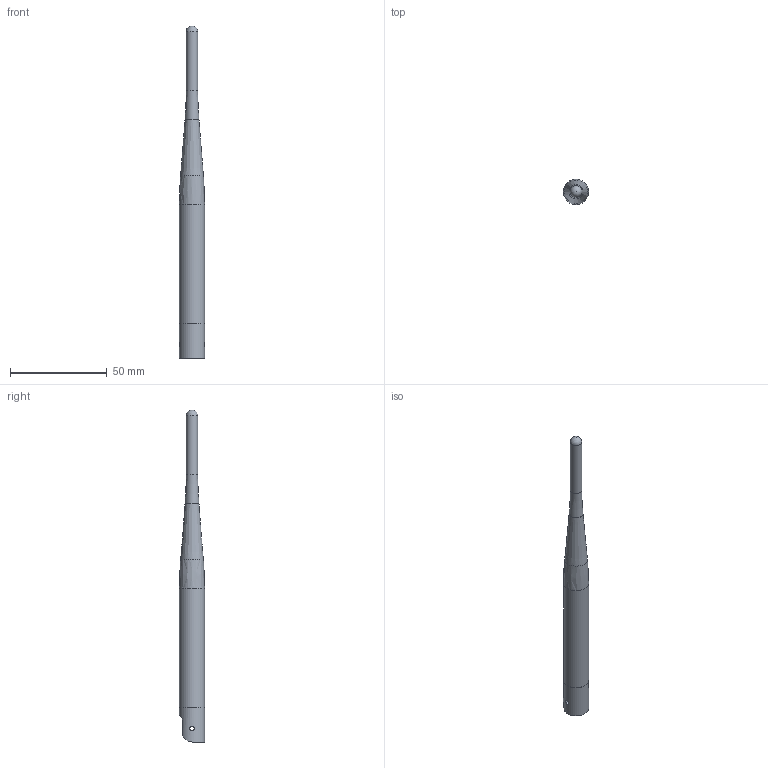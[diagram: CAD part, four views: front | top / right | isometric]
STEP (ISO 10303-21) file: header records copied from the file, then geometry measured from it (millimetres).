
FILE_DESCRIPTION(/* description */ (''),/* implementation_level */ '2;1');
FILE_NAME(/* name */ 'antenna_part_1 v4.step',/* time_stamp */ '2023-07-05T08:15:24+03:00',/* author */ (''),/* organization */ (''),/* preprocessor_version */ 'ST-DEVELOPER v19.2',/* originating_system */ 'Autodesk Translation Framework v12.6.0.85',/* authorisation */ '');
FILE_SCHEMA (('AUTOMOTIVE_DESIGN { 1 0 10303 214 3 1 1 }'));
Length unit declared in the file: millimetre
Products named in the file (1): antenna_part_1
Bounding box: 13 x 13 x 171.82 mm (x, y, z)
Volume: 13124.1 mm3; surface area: 6886.9 mm2
Topology: 1 solids, 1 shells, 24 faces, 67 edges, 44 vertices
Faces by surface type: cylinder 10, plane 10, bspline 1, cone 1, torus 1, sphere 1
Full cylindrical faces by diameter (mm): 2.3 x2, 6 x1, 12.8 x1, 13 x2
Entity records: 966 total; most frequent: CARTESIAN_POINT 305, ORIENTED_EDGE 132, DIRECTION 128, EDGE_CURVE 66, AXIS2_PLACEMENT_3D 50, VERTEX_POINT 44, EDGE_LOOP 28, LINE 28
